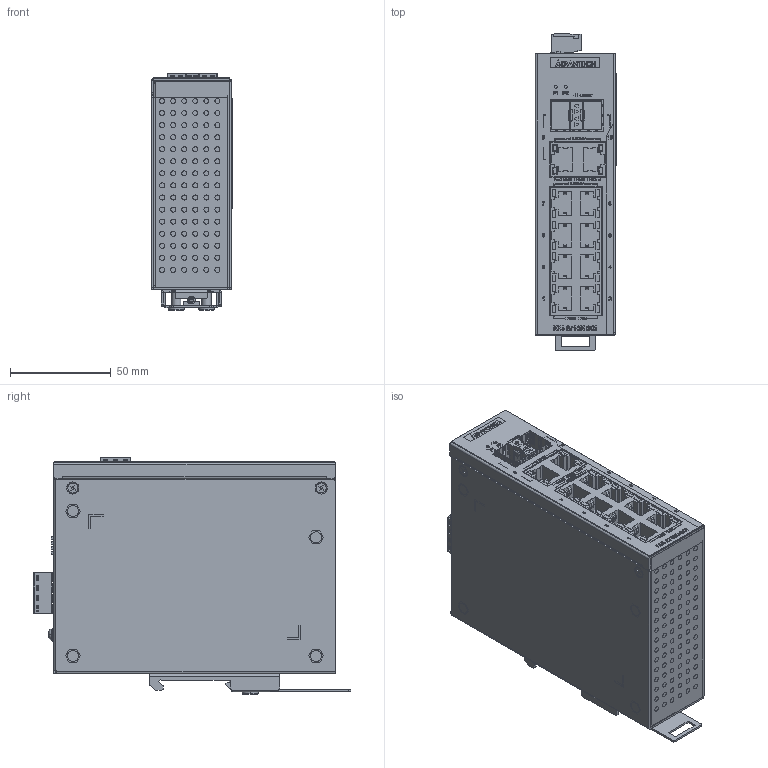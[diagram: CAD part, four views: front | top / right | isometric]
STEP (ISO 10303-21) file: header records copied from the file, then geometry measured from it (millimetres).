
FILE_DESCRIPTION (( 'STEP AP203' ), '1' );
FILE_NAME ('EKI-2710E-2CI.STEP', '2025-01-13T03:47:02', ( '' ), ( '' ), 'SwSTEP 2.0', 'SolidWorks 2022', '' );
FILE_SCHEMA (( 'CONFIG_CONTROL_DESIGN' ));
Products named in the file (1): EKI-2710E-2CI
Bounding box: 40.7 x 157.9 x 117.66 mm (x, y, z)
Surface area: 172022.8 mm2 (no closed solid volume)
Topology: 0 solids, 231 shells, 1893 faces, 11483 edges, 9635 vertices
Faces by surface type: plane 1217, cylinder 586, torus 38, cone 26, bspline 26
Entity records: 121889 total; most frequent: CARTESIAN_POINT 36115, DIRECTION 16654, ORIENTED_EDGE 15071, EDGE_CURVE 11483, VERTEX_POINT 9635, LINE 7118, VECTOR 7118, AXIS2_PLACEMENT_3D 4768
